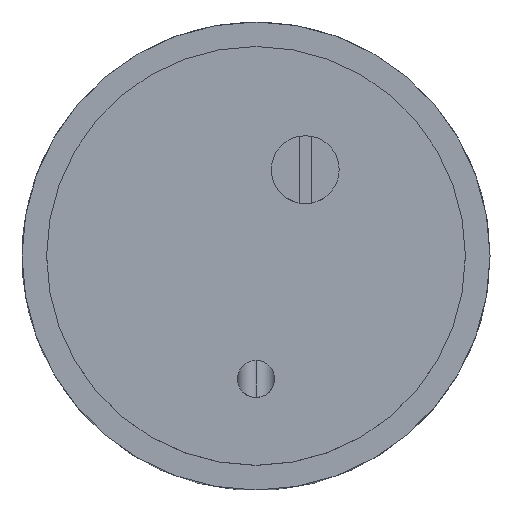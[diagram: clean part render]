
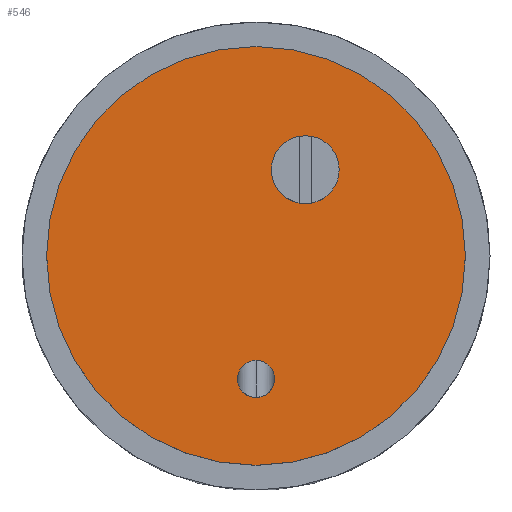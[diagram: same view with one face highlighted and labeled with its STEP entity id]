
A CAD part, top view. The second image highlights one B-rep face of the part: STEP entity #546.
In plain terms, the highlighted planar face has unit normal (0, 0, 1).
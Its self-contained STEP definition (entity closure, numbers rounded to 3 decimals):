
#15=FACE_BOUND('',#74,.T.);
#16=FACE_BOUND('',#75,.T.);
#18=PLANE('',#608);
#42=FACE_OUTER_BOUND('',#73,.T.);
#73=EDGE_LOOP('',(#383));
#74=EDGE_LOOP('',(#384));
#75=EDGE_LOOP('',(#385));
#100=CIRCLE('',#592,1.5);
#112=CIRCLE('',#609,17.);
#113=CIRCLE('',#610,2.75);
#223=VERTEX_POINT('',#829);
#245=VERTEX_POINT('',#927);
#246=VERTEX_POINT('',#929);
#274=EDGE_CURVE('',#223,#223,#100,.T.);
#299=EDGE_CURVE('',#245,#245,#112,.T.);
#300=EDGE_CURVE('',#246,#246,#113,.T.);
#383=ORIENTED_EDGE('',*,*,#299,.F.);
#384=ORIENTED_EDGE('',*,*,#300,.T.);
#385=ORIENTED_EDGE('',*,*,#274,.T.);
#546=ADVANCED_FACE('',(#42,#15,#16),#18,.F.);
#592=AXIS2_PLACEMENT_3D('',#831,#653,#654);
#608=AXIS2_PLACEMENT_3D('',#926,#695,#696);
#609=AXIS2_PLACEMENT_3D('',#928,#697,#698);
#610=AXIS2_PLACEMENT_3D('',#930,#699,#700);
#653=DIRECTION('center_axis',(0.,0.,-1.));
#654=DIRECTION('ref_axis',(-1.,0.,0.));
#695=DIRECTION('center_axis',(0.,0.,-1.));
#696=DIRECTION('ref_axis',(-1.,0.,0.));
#697=DIRECTION('center_axis',(0.,0.,-1.));
#698=DIRECTION('ref_axis',(-1.,0.,0.));
#699=DIRECTION('center_axis',(0.,0.,-1.));
#700=DIRECTION('ref_axis',(1.,0.,0.));
#829=CARTESIAN_POINT('',(-1.5,-10.,4.));
#831=CARTESIAN_POINT('Origin',(0.,-10.,4.));
#926=CARTESIAN_POINT('Origin',(0.,0.,4.));
#927=CARTESIAN_POINT('',(17.,0.,4.));
#928=CARTESIAN_POINT('Origin',(0.,0.,4.));
#929=CARTESIAN_POINT('',(1.25,7.,4.));
#930=CARTESIAN_POINT('Origin',(4.,7.,4.));
